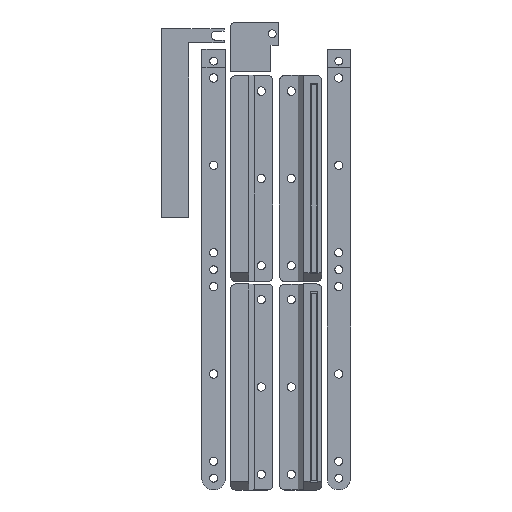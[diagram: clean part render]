
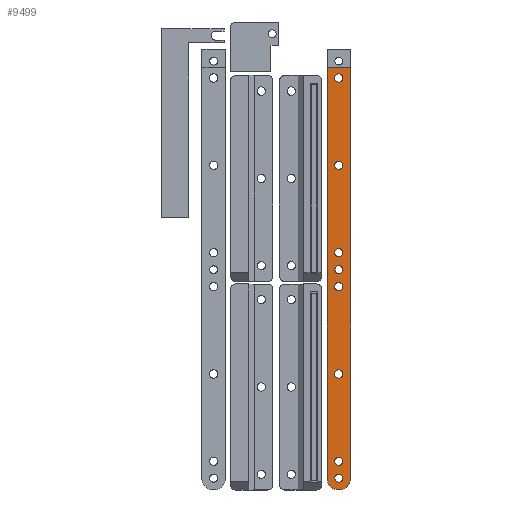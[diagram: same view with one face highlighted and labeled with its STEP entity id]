
A CAD part, top view. The second image highlights one B-rep face of the part: STEP entity #9499.
In plain terms, the highlighted planar face has unit normal (0, 0, 1).
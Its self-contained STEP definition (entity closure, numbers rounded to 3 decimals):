
#72=FACE_BOUND('',#1028,.T.);
#73=FACE_BOUND('',#1029,.T.);
#74=FACE_BOUND('',#1030,.T.);
#75=FACE_BOUND('',#1031,.T.);
#76=FACE_BOUND('',#1032,.T.);
#77=FACE_BOUND('',#1033,.T.);
#78=FACE_BOUND('',#1034,.T.);
#79=FACE_BOUND('',#1035,.T.);
#500=FACE_OUTER_BOUND('',#1027,.T.);
#1027=EDGE_LOOP('',(#7466,#7467,#7468,#7469));
#1028=EDGE_LOOP('',(#7470,#7471));
#1029=EDGE_LOOP('',(#7472,#7473));
#1030=EDGE_LOOP('',(#7474,#7475));
#1031=EDGE_LOOP('',(#7476,#7477));
#1032=EDGE_LOOP('',(#7478,#7479));
#1033=EDGE_LOOP('',(#7480,#7481));
#1034=EDGE_LOOP('',(#7482,#7483));
#1035=EDGE_LOOP('',(#7484,#7485));
#1757=LINE('',#14620,#2781);
#1835=LINE('',#14851,#2859);
#1840=LINE('',#14860,#2864);
#2781=VECTOR('',#11782,10.);
#2859=VECTOR('',#11990,10.);
#2864=VECTOR('',#11999,10.);
#3537=CIRCLE('',#10145,1.5);
#3538=CIRCLE('',#10146,1.5);
#3545=CIRCLE('',#10157,1.5);
#3546=CIRCLE('',#10158,1.5);
#3576=CIRCLE('',#10196,4.5);
#3589=CIRCLE('',#10220,1.6);
#3590=CIRCLE('',#10221,1.6);
#3591=CIRCLE('',#10222,1.6);
#3592=CIRCLE('',#10223,1.6);
#3593=CIRCLE('',#10224,1.6);
#3594=CIRCLE('',#10225,1.6);
#3595=CIRCLE('',#10226,1.6);
#3596=CIRCLE('',#10227,1.6);
#3597=CIRCLE('',#10228,1.6);
#3598=CIRCLE('',#10229,1.6);
#3599=CIRCLE('',#10230,1.6);
#3600=CIRCLE('',#10231,1.6);
#4173=VERTEX_POINT('',#14617);
#4174=VERTEX_POINT('',#14619);
#4213=VERTEX_POINT('',#14719);
#4214=VERTEX_POINT('',#14720);
#4220=VERTEX_POINT('',#14740);
#4221=VERTEX_POINT('',#14741);
#4261=VERTEX_POINT('',#14846);
#4262=VERTEX_POINT('',#14850);
#4277=VERTEX_POINT('',#14900);
#4278=VERTEX_POINT('',#14901);
#4279=VERTEX_POINT('',#14904);
#4280=VERTEX_POINT('',#14905);
#4281=VERTEX_POINT('',#14908);
#4282=VERTEX_POINT('',#14909);
#4283=VERTEX_POINT('',#14912);
#4284=VERTEX_POINT('',#14913);
#4285=VERTEX_POINT('',#14916);
#4286=VERTEX_POINT('',#14917);
#4287=VERTEX_POINT('',#14920);
#4288=VERTEX_POINT('',#14921);
#5280=EDGE_CURVE('',#4173,#4174,#1757,.T.);
#5336=EDGE_CURVE('',#4213,#4214,#3537,.T.);
#5337=EDGE_CURVE('',#4214,#4213,#3538,.T.);
#5347=EDGE_CURVE('',#4220,#4221,#3545,.T.);
#5348=EDGE_CURVE('',#4221,#4220,#3546,.T.);
#5407=EDGE_CURVE('',#4261,#4173,#3576,.T.);
#5408=EDGE_CURVE('',#4174,#4262,#1835,.T.);
#5413=EDGE_CURVE('',#4261,#4262,#1840,.T.);
#5433=EDGE_CURVE('',#4277,#4278,#3589,.T.);
#5434=EDGE_CURVE('',#4278,#4277,#3590,.T.);
#5435=EDGE_CURVE('',#4279,#4280,#3591,.T.);
#5436=EDGE_CURVE('',#4280,#4279,#3592,.T.);
#5437=EDGE_CURVE('',#4281,#4282,#3593,.T.);
#5438=EDGE_CURVE('',#4282,#4281,#3594,.T.);
#5439=EDGE_CURVE('',#4283,#4284,#3595,.T.);
#5440=EDGE_CURVE('',#4284,#4283,#3596,.T.);
#5441=EDGE_CURVE('',#4285,#4286,#3597,.T.);
#5442=EDGE_CURVE('',#4286,#4285,#3598,.T.);
#5443=EDGE_CURVE('',#4287,#4288,#3599,.T.);
#5444=EDGE_CURVE('',#4288,#4287,#3600,.T.);
#7466=ORIENTED_EDGE('',*,*,#5280,.F.);
#7467=ORIENTED_EDGE('',*,*,#5407,.F.);
#7468=ORIENTED_EDGE('',*,*,#5413,.T.);
#7469=ORIENTED_EDGE('',*,*,#5408,.F.);
#7470=ORIENTED_EDGE('',*,*,#5336,.T.);
#7471=ORIENTED_EDGE('',*,*,#5337,.T.);
#7472=ORIENTED_EDGE('',*,*,#5347,.T.);
#7473=ORIENTED_EDGE('',*,*,#5348,.T.);
#7474=ORIENTED_EDGE('',*,*,#5433,.F.);
#7475=ORIENTED_EDGE('',*,*,#5434,.F.);
#7476=ORIENTED_EDGE('',*,*,#5435,.F.);
#7477=ORIENTED_EDGE('',*,*,#5436,.F.);
#7478=ORIENTED_EDGE('',*,*,#5437,.F.);
#7479=ORIENTED_EDGE('',*,*,#5438,.F.);
#7480=ORIENTED_EDGE('',*,*,#5439,.F.);
#7481=ORIENTED_EDGE('',*,*,#5440,.F.);
#7482=ORIENTED_EDGE('',*,*,#5441,.F.);
#7483=ORIENTED_EDGE('',*,*,#5442,.F.);
#7484=ORIENTED_EDGE('',*,*,#5443,.F.);
#7485=ORIENTED_EDGE('',*,*,#5444,.F.);
#9083=PLANE('',#10219);
#9499=ADVANCED_FACE('',(#500,#72,#73,#74,#75,#76,#77,#78,#79),#9083,.T.);
#10145=AXIS2_PLACEMENT_3D('',#14721,#11855,#11856);
#10146=AXIS2_PLACEMENT_3D('',#14722,#11857,#11858);
#10157=AXIS2_PLACEMENT_3D('',#14742,#11881,#11882);
#10158=AXIS2_PLACEMENT_3D('',#14743,#11883,#11884);
#10196=AXIS2_PLACEMENT_3D('',#14848,#11986,#11987);
#10219=AXIS2_PLACEMENT_3D('',#14899,#12045,#12046);
#10220=AXIS2_PLACEMENT_3D('',#14902,#12047,#12048);
#10221=AXIS2_PLACEMENT_3D('',#14903,#12049,#12050);
#10222=AXIS2_PLACEMENT_3D('',#14906,#12051,#12052);
#10223=AXIS2_PLACEMENT_3D('',#14907,#12053,#12054);
#10224=AXIS2_PLACEMENT_3D('',#14910,#12055,#12056);
#10225=AXIS2_PLACEMENT_3D('',#14911,#12057,#12058);
#10226=AXIS2_PLACEMENT_3D('',#14914,#12059,#12060);
#10227=AXIS2_PLACEMENT_3D('',#14915,#12061,#12062);
#10228=AXIS2_PLACEMENT_3D('',#14918,#12063,#12064);
#10229=AXIS2_PLACEMENT_3D('',#14919,#12065,#12066);
#10230=AXIS2_PLACEMENT_3D('',#14922,#12067,#12068);
#10231=AXIS2_PLACEMENT_3D('',#14923,#12069,#12070);
#11782=DIRECTION('',(0.,1.,0.));
#11855=DIRECTION('center_axis',(0.,0.,-1.));
#11856=DIRECTION('ref_axis',(1.,0.,0.));
#11857=DIRECTION('center_axis',(0.,0.,-1.));
#11858=DIRECTION('ref_axis',(1.,0.,0.));
#11881=DIRECTION('center_axis',(0.,0.,-1.));
#11882=DIRECTION('ref_axis',(1.,0.,0.));
#11883=DIRECTION('center_axis',(0.,0.,-1.));
#11884=DIRECTION('ref_axis',(1.,0.,0.));
#11986=DIRECTION('center_axis',(0.,0.,-1.));
#11987=DIRECTION('ref_axis',(-1.,0.,0.));
#11990=DIRECTION('',(1.,0.,0.));
#11999=DIRECTION('',(0.,1.,0.));
#12045=DIRECTION('center_axis',(0.,0.,1.));
#12046=DIRECTION('ref_axis',(-1.,0.,0.));
#12047=DIRECTION('center_axis',(0.,0.,1.));
#12048=DIRECTION('ref_axis',(-1.,0.,0.));
#12049=DIRECTION('center_axis',(0.,0.,1.));
#12050=DIRECTION('ref_axis',(-1.,0.,0.));
#12051=DIRECTION('center_axis',(0.,0.,1.));
#12052=DIRECTION('ref_axis',(-1.,0.,0.));
#12053=DIRECTION('center_axis',(0.,0.,1.));
#12054=DIRECTION('ref_axis',(-1.,0.,0.));
#12055=DIRECTION('center_axis',(0.,0.,1.));
#12056=DIRECTION('ref_axis',(-1.,0.,0.));
#12057=DIRECTION('center_axis',(0.,0.,1.));
#12058=DIRECTION('ref_axis',(-1.,0.,0.));
#12059=DIRECTION('center_axis',(0.,0.,1.));
#12060=DIRECTION('ref_axis',(-1.,0.,0.));
#12061=DIRECTION('center_axis',(0.,0.,1.));
#12062=DIRECTION('ref_axis',(-1.,0.,0.));
#12063=DIRECTION('center_axis',(0.,0.,1.));
#12064=DIRECTION('ref_axis',(-1.,0.,0.));
#12065=DIRECTION('center_axis',(0.,0.,1.));
#12066=DIRECTION('ref_axis',(-1.,0.,0.));
#12067=DIRECTION('center_axis',(0.,0.,1.));
#12068=DIRECTION('ref_axis',(-1.,0.,0.));
#12069=DIRECTION('center_axis',(0.,0.,1.));
#12070=DIRECTION('ref_axis',(-1.,0.,0.));
#14617=CARTESIAN_POINT('',(19.5,-83.,7.75));
#14619=CARTESIAN_POINT('',(19.5,74.5,7.75));
#14620=CARTESIAN_POINT('',(19.5,-83.,7.75));
#14719=CARTESIAN_POINT('',(22.5,-83.,7.75));
#14720=CARTESIAN_POINT('',(24.,-84.5,7.75));
#14721=CARTESIAN_POINT('Origin',(24.,-83.,7.75));
#14722=CARTESIAN_POINT('Origin',(24.,-83.,7.75));
#14740=CARTESIAN_POINT('',(22.5,-3.,7.75));
#14741=CARTESIAN_POINT('',(24.,-4.5,7.75));
#14742=CARTESIAN_POINT('Origin',(24.,-3.,7.75));
#14743=CARTESIAN_POINT('Origin',(24.,-3.,7.75));
#14846=CARTESIAN_POINT('',(28.5,-83.,7.75));
#14848=CARTESIAN_POINT('Origin',(24.,-83.,7.75));
#14850=CARTESIAN_POINT('',(28.5,74.5,7.75));
#14851=CARTESIAN_POINT('',(19.5,74.5,7.75));
#14860=CARTESIAN_POINT('',(28.5,-83.,7.75));
#14899=CARTESIAN_POINT('Origin',(28.5,-87.5,7.75));
#14900=CARTESIAN_POINT('',(22.4,-76.5,7.75));
#14901=CARTESIAN_POINT('',(24.,-74.9,7.75));
#14902=CARTESIAN_POINT('Origin',(24.,-76.5,7.75));
#14903=CARTESIAN_POINT('Origin',(24.,-76.5,7.75));
#14904=CARTESIAN_POINT('',(22.4,-43.,7.75));
#14905=CARTESIAN_POINT('',(24.,-41.4,7.75));
#14906=CARTESIAN_POINT('Origin',(24.,-43.,7.75));
#14907=CARTESIAN_POINT('Origin',(24.,-43.,7.75));
#14908=CARTESIAN_POINT('',(22.4,-9.5,7.75));
#14909=CARTESIAN_POINT('',(24.,-7.9,7.75));
#14910=CARTESIAN_POINT('Origin',(24.,-9.5,7.75));
#14911=CARTESIAN_POINT('Origin',(24.,-9.5,7.75));
#14912=CARTESIAN_POINT('',(22.4,3.5,7.75));
#14913=CARTESIAN_POINT('',(24.,5.1,7.75));
#14914=CARTESIAN_POINT('Origin',(24.,3.5,7.75));
#14915=CARTESIAN_POINT('Origin',(24.,3.5,7.75));
#14916=CARTESIAN_POINT('',(22.4,37.,7.75));
#14917=CARTESIAN_POINT('',(24.,38.6,7.75));
#14918=CARTESIAN_POINT('Origin',(24.,37.,7.75));
#14919=CARTESIAN_POINT('Origin',(24.,37.,7.75));
#14920=CARTESIAN_POINT('',(22.4,70.5,7.75));
#14921=CARTESIAN_POINT('',(24.,72.1,7.75));
#14922=CARTESIAN_POINT('Origin',(24.,70.5,7.75));
#14923=CARTESIAN_POINT('Origin',(24.,70.5,7.75));
